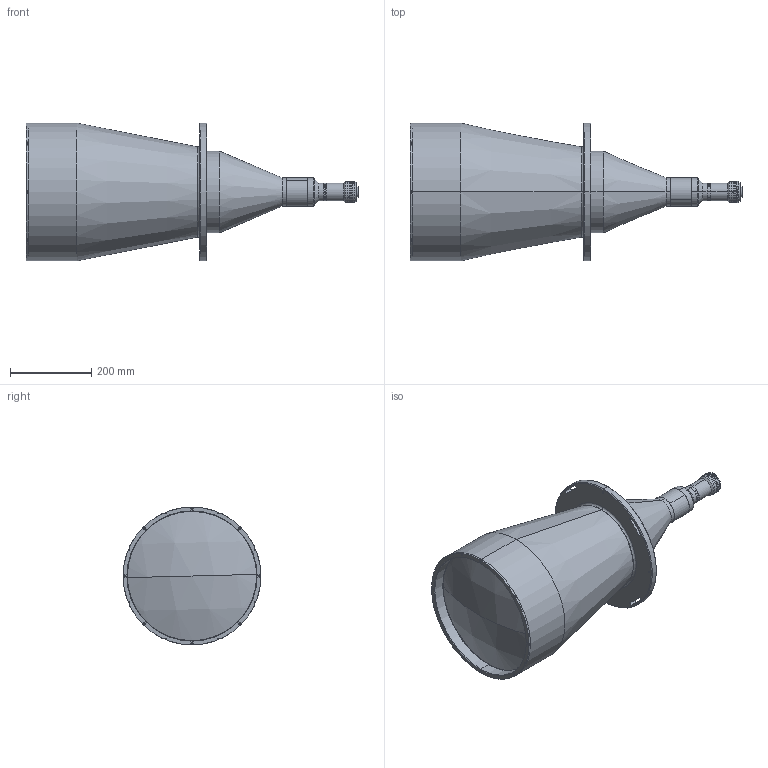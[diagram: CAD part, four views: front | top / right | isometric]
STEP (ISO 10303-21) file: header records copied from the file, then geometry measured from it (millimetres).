
FILE_DESCRIPTION (( 'STEP AP203' ), '1' );
FILE_NAME ('XF-PTL31023-C.STEP', '2019-07-20T06:00:28', ( 'puyufan' ), ( '' ), 'SwSTEP 2.0', 'SolidWorks 2014', '' );
FILE_SCHEMA (( 'CONFIG_CONTROL_DESIGN' ));
Length unit declared in the file: millimetre
Products named in the file (1): XF-PTL31023-C
Bounding box: 818.45 x 340 x 340 mm (x, y, z)
Surface area: 829513.5 mm2 (no closed solid volume)
Topology: 0 solids, 57 shells, 269 faces, 1304 edges, 1071 vertices
Faces by surface type: cylinder 136, plane 68, cone 34, torus 27, sphere 4
Entity records: 17430 total; most frequent: CARTESIAN_POINT 6988, DIRECTION 2220, ORIENTED_EDGE 1764, EDGE_CURVE 1296, VERTEX_POINT 1071, AXIS2_PLACEMENT_3D 862, CIRCLE 592, LINE 496
